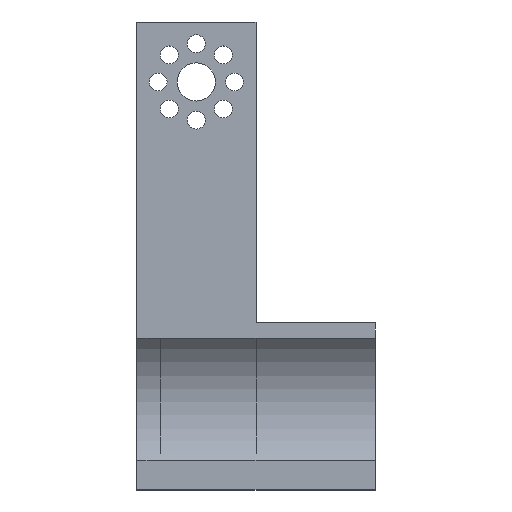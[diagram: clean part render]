
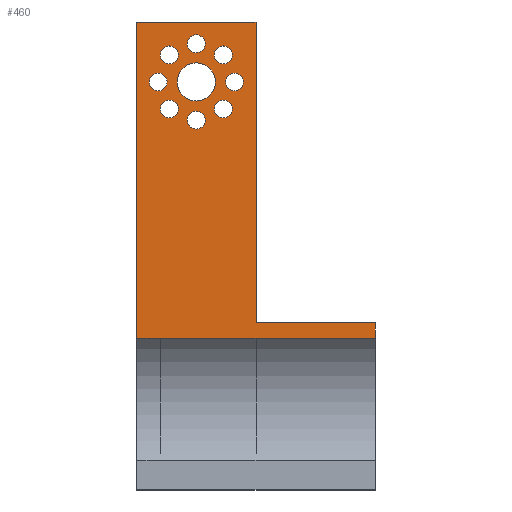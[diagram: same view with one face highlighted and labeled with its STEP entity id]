
A CAD part, top view. The second image highlights one B-rep face of the part: STEP entity #460.
In plain terms, the highlighted planar face has unit normal (0, 0, 1).
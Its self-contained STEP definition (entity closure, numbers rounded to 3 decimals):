
#33=FACE_BOUND('',#106,.T.);
#34=FACE_BOUND('',#107,.T.);
#35=FACE_BOUND('',#108,.T.);
#36=FACE_BOUND('',#109,.T.);
#37=FACE_BOUND('',#110,.T.);
#38=FACE_BOUND('',#111,.T.);
#39=FACE_BOUND('',#112,.T.);
#40=FACE_BOUND('',#113,.T.);
#41=FACE_BOUND('',#114,.T.);
#51=CIRCLE('',#499,1.875);
#52=CIRCLE('',#500,1.875);
#53=CIRCLE('',#501,1.875);
#54=CIRCLE('',#502,1.875);
#55=CIRCLE('',#503,1.875);
#56=CIRCLE('',#504,1.875);
#57=CIRCLE('',#505,1.875);
#58=CIRCLE('',#506,1.875);
#59=CIRCLE('',#507,4.);
#69=B_SPLINE_CURVE_WITH_KNOTS('',3,(#654,#655,#656,#657),.UNSPECIFIED.,
 .F.,.F.,(4,4),(-2.,-1.5),.UNSPECIFIED.);
#70=B_SPLINE_CURVE_WITH_KNOTS('',3,(#659,#660,#661,#662,#663,#664),
 .UNSPECIFIED.,.F.,.F.,(4,2,4),(-2.,-1.,0.),.UNSPECIFIED.);
#81=FACE_OUTER_BOUND('',#105,.T.);
#105=EDGE_LOOP('',(#324,#325,#326,#327,#328,#329,#330,#331));
#106=EDGE_LOOP('',(#332));
#107=EDGE_LOOP('',(#333));
#108=EDGE_LOOP('',(#334));
#109=EDGE_LOOP('',(#335));
#110=EDGE_LOOP('',(#336));
#111=EDGE_LOOP('',(#337));
#112=EDGE_LOOP('',(#338));
#113=EDGE_LOOP('',(#339));
#114=EDGE_LOOP('',(#340));
#149=LINE('',#649,#182);
#150=LINE('',#652,#183);
#151=LINE('',#666,#184);
#152=LINE('',#668,#185);
#153=LINE('',#670,#186);
#154=LINE('',#671,#187);
#182=VECTOR('',#540,10.);
#183=VECTOR('',#543,10.);
#184=VECTOR('',#544,10.);
#185=VECTOR('',#545,10.);
#186=VECTOR('',#546,10.);
#187=VECTOR('',#547,10.);
#212=VERTEX_POINT('',#642);
#215=VERTEX_POINT('',#647);
#216=VERTEX_POINT('',#651);
#217=VERTEX_POINT('',#653);
#218=VERTEX_POINT('',#658);
#219=VERTEX_POINT('',#665);
#220=VERTEX_POINT('',#667);
#221=VERTEX_POINT('',#669);
#222=VERTEX_POINT('',#672);
#223=VERTEX_POINT('',#674);
#224=VERTEX_POINT('',#676);
#225=VERTEX_POINT('',#678);
#226=VERTEX_POINT('',#680);
#227=VERTEX_POINT('',#682);
#228=VERTEX_POINT('',#684);
#229=VERTEX_POINT('',#686);
#230=VERTEX_POINT('',#688);
#258=EDGE_CURVE('',#215,#212,#149,.F.);
#259=EDGE_CURVE('',#215,#216,#150,.T.);
#260=EDGE_CURVE('',#217,#216,#69,.T.);
#261=EDGE_CURVE('',#218,#217,#70,.T.);
#262=EDGE_CURVE('',#218,#219,#151,.T.);
#263=EDGE_CURVE('',#220,#219,#152,.T.);
#264=EDGE_CURVE('',#221,#220,#153,.T.);
#265=EDGE_CURVE('',#212,#221,#154,.T.);
#266=EDGE_CURVE('',#222,#222,#51,.T.);
#267=EDGE_CURVE('',#223,#223,#52,.T.);
#268=EDGE_CURVE('',#224,#224,#53,.T.);
#269=EDGE_CURVE('',#225,#225,#54,.T.);
#270=EDGE_CURVE('',#226,#226,#55,.T.);
#271=EDGE_CURVE('',#227,#227,#56,.T.);
#272=EDGE_CURVE('',#228,#228,#57,.T.);
#273=EDGE_CURVE('',#229,#229,#58,.T.);
#274=EDGE_CURVE('',#230,#230,#59,.T.);
#324=ORIENTED_EDGE('',*,*,#259,.T.);
#325=ORIENTED_EDGE('',*,*,#260,.F.);
#326=ORIENTED_EDGE('',*,*,#261,.F.);
#327=ORIENTED_EDGE('',*,*,#262,.T.);
#328=ORIENTED_EDGE('',*,*,#263,.F.);
#329=ORIENTED_EDGE('',*,*,#264,.F.);
#330=ORIENTED_EDGE('',*,*,#265,.F.);
#331=ORIENTED_EDGE('',*,*,#258,.F.);
#332=ORIENTED_EDGE('',*,*,#266,.T.);
#333=ORIENTED_EDGE('',*,*,#267,.T.);
#334=ORIENTED_EDGE('',*,*,#268,.T.);
#335=ORIENTED_EDGE('',*,*,#269,.T.);
#336=ORIENTED_EDGE('',*,*,#270,.T.);
#337=ORIENTED_EDGE('',*,*,#271,.T.);
#338=ORIENTED_EDGE('',*,*,#272,.T.);
#339=ORIENTED_EDGE('',*,*,#273,.T.);
#340=ORIENTED_EDGE('',*,*,#274,.T.);
#451=PLANE('',#498);
#460=ADVANCED_FACE('',(#81,#33,#34,#35,#36,#37,#38,#39,#40,#41),#451,.F.);
#498=AXIS2_PLACEMENT_3D('',#650,#541,#542);
#499=AXIS2_PLACEMENT_3D('',#673,#548,#549);
#500=AXIS2_PLACEMENT_3D('',#675,#550,#551);
#501=AXIS2_PLACEMENT_3D('',#677,#552,#553);
#502=AXIS2_PLACEMENT_3D('',#679,#554,#555);
#503=AXIS2_PLACEMENT_3D('',#681,#556,#557);
#504=AXIS2_PLACEMENT_3D('',#683,#558,#559);
#505=AXIS2_PLACEMENT_3D('',#685,#560,#561);
#506=AXIS2_PLACEMENT_3D('',#687,#562,#563);
#507=AXIS2_PLACEMENT_3D('',#689,#564,#565);
#540=DIRECTION('',(-1.,0.,0.));
#541=DIRECTION('center_axis',(0.,0.,-1.));
#542=DIRECTION('ref_axis',(0.,1.,0.));
#543=DIRECTION('',(0.,-1.,0.));
#544=DIRECTION('',(1.,0.,0.));
#545=DIRECTION('',(0.,-1.,0.));
#546=DIRECTION('',(1.,0.,0.));
#547=DIRECTION('',(0.,-1.,0.));
#548=DIRECTION('center_axis',(0.,0.,-1.));
#549=DIRECTION('ref_axis',(1.,0.,0.));
#550=DIRECTION('center_axis',(0.,0.,-1.));
#551=DIRECTION('ref_axis',(1.,0.,0.));
#552=DIRECTION('center_axis',(0.,0.,-1.));
#553=DIRECTION('ref_axis',(1.,0.,0.));
#554=DIRECTION('center_axis',(0.,0.,-1.));
#555=DIRECTION('ref_axis',(1.,0.,0.));
#556=DIRECTION('center_axis',(0.,0.,-1.));
#557=DIRECTION('ref_axis',(1.,0.,0.));
#558=DIRECTION('center_axis',(0.,0.,-1.));
#559=DIRECTION('ref_axis',(1.,0.,0.));
#560=DIRECTION('center_axis',(0.,0.,-1.));
#561=DIRECTION('ref_axis',(1.,0.,0.));
#562=DIRECTION('center_axis',(0.,0.,-1.));
#563=DIRECTION('ref_axis',(1.,0.,0.));
#564=DIRECTION('center_axis',(0.,0.,-1.));
#565=DIRECTION('ref_axis',(1.,0.,0.));
#642=CARTESIAN_POINT('',(32.19,43.,-5.));
#647=CARTESIAN_POINT('',(7.19,43.,-5.));
#649=CARTESIAN_POINT('',(12.19,43.,-5.));
#650=CARTESIAN_POINT('Origin',(-7.81,-23.22,-5.));
#651=CARTESIAN_POINT('',(7.19,-23.22,-5.));
#652=CARTESIAN_POINT('',(7.19,-29.666,-5.));
#653=CARTESIAN_POINT('',(12.19,-23.22,-5.));
#654=CARTESIAN_POINT('Ctrl Pts',(12.19,-23.22,-5.));
#655=CARTESIAN_POINT('Ctrl Pts',(10.523,-23.22,-5.));
#656=CARTESIAN_POINT('Ctrl Pts',(8.856,-23.22,-5.));
#657=CARTESIAN_POINT('Ctrl Pts',(7.19,-23.22,-5.));
#658=CARTESIAN_POINT('',(32.19,-23.22,-5.));
#659=CARTESIAN_POINT('Ctrl Pts',(32.19,-23.22,-5.));
#660=CARTESIAN_POINT('Ctrl Pts',(28.856,-23.22,-5.));
#661=CARTESIAN_POINT('Ctrl Pts',(25.523,-23.22,-5.));
#662=CARTESIAN_POINT('Ctrl Pts',(18.856,-23.22,-5.));
#663=CARTESIAN_POINT('Ctrl Pts',(15.523,-23.22,-5.));
#664=CARTESIAN_POINT('Ctrl Pts',(12.19,-23.22,-5.));
#665=CARTESIAN_POINT('',(57.19,-23.22,-5.));
#666=CARTESIAN_POINT('',(-7.81,-23.22,-5.));
#667=CARTESIAN_POINT('',(57.19,-20.,-5.));
#668=CARTESIAN_POINT('',(57.19,-29.666,-5.));
#669=CARTESIAN_POINT('',(32.19,-20.,-5.));
#670=CARTESIAN_POINT('',(-7.81,-20.,-5.));
#671=CARTESIAN_POINT('',(32.19,-29.666,-5.));
#672=CARTESIAN_POINT('',(23.472,36.1,-5.));
#673=CARTESIAN_POINT('Origin',(25.347,36.1,-5.));
#674=CARTESIAN_POINT('',(9.815,30.443,-5.));
#675=CARTESIAN_POINT('Origin',(11.69,30.443,-5.));
#676=CARTESIAN_POINT('',(17.815,38.443,-5.));
#677=CARTESIAN_POINT('Origin',(19.69,38.443,-5.));
#678=CARTESIAN_POINT('',(17.815,22.443,-5.));
#679=CARTESIAN_POINT('Origin',(19.69,22.443,-5.));
#680=CARTESIAN_POINT('',(23.472,24.787,-5.));
#681=CARTESIAN_POINT('Origin',(25.347,24.787,-5.));
#682=CARTESIAN_POINT('',(12.158,24.787,-5.));
#683=CARTESIAN_POINT('Origin',(14.033,24.787,-5.));
#684=CARTESIAN_POINT('',(25.815,30.443,-5.));
#685=CARTESIAN_POINT('Origin',(27.69,30.443,-5.));
#686=CARTESIAN_POINT('',(12.158,36.1,-5.));
#687=CARTESIAN_POINT('Origin',(14.033,36.1,-5.));
#688=CARTESIAN_POINT('',(15.69,30.443,-5.));
#689=CARTESIAN_POINT('Origin',(19.69,30.443,-5.));
